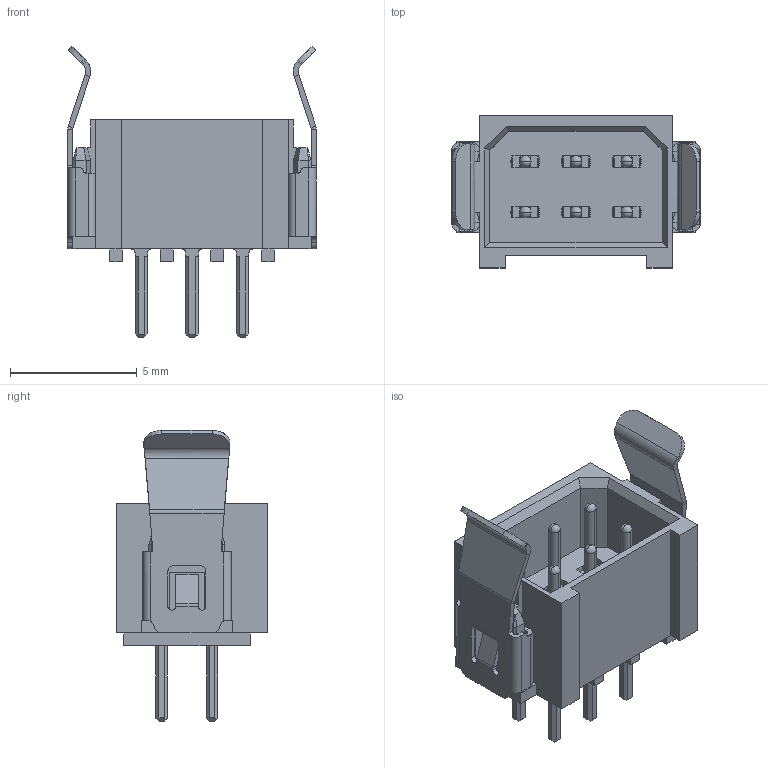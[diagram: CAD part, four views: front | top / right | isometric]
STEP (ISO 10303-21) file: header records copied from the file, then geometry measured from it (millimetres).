
FILE_DESCRIPTION (( 'STEP AP203' ), '1' );
FILE_NAME ('201Y06FL.STEP', '2013-07-26T07:45:51', ( '' ), ( '' ), 'SwSTEP 2.0', 'SolidWorks 2012', '' );
FILE_SCHEMA (( 'CONFIG_CONTROL_DESIGN' ));
Length unit declared in the file: millimetre
Products named in the file (1): 201Y06FL
Bounding box: 9.8 x 6 x 11.5 mm (x, y, z)
Volume: 165 mm3; surface area: 634.8 mm2
Topology: 9 solids, 9 shells, 747 faces, 2026 edges, 1284 vertices
Faces by surface type: plane 465, cylinder 192, bspline 62, cone 16, sphere 12
Entity records: 24685 total; most frequent: CARTESIAN_POINT 6112, ORIENTED_EDGE 4028, DIRECTION 3606, EDGE_CURVE 2014, LINE 1426, VECTOR 1426, VERTEX_POINT 1284, AXIS2_PLACEMENT_3D 1090
